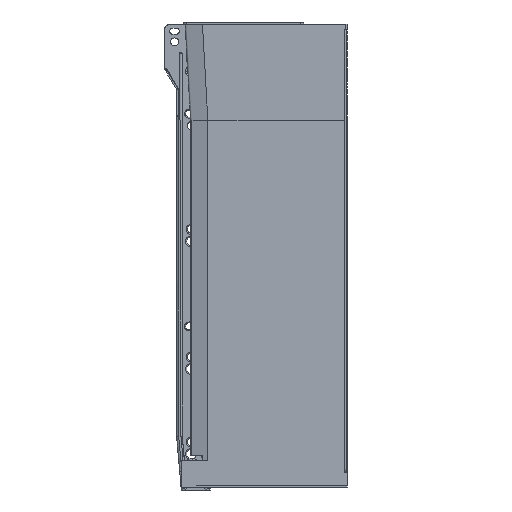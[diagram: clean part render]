
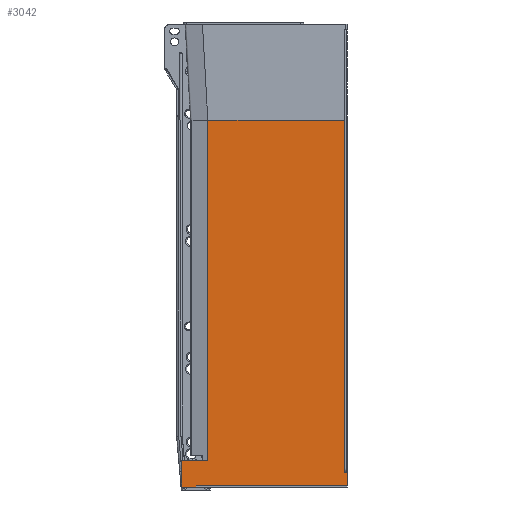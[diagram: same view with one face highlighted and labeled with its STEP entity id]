
A CAD part, left-side view. The second image highlights one B-rep face of the part: STEP entity #3042.
In plain terms, the highlighted planar face has unit normal (-1, 0, 0).
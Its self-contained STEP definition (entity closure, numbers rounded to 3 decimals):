
#48 = EDGE_CURVE ( 'NONE', #654, #9738, #8083, .T. ) ;
#201 = VERTEX_POINT ( 'NONE', #7516 ) ;
#355 = DIRECTION ( 'NONE',  ( 0., 0., -1. ) ) ;
#456 = LINE ( 'NONE', #5983, #6443 ) ;
#534 = VECTOR ( 'NONE', #806, 1000. ) ;
#545 = CARTESIAN_POINT ( 'NONE',  ( -14.887, 102.9, -348. ) ) ;
#654 = VERTEX_POINT ( 'NONE', #5070 ) ;
#806 = DIRECTION ( 'NONE',  ( 0., 1., 0. ) ) ;
#829 = ORIENTED_EDGE ( 'NONE', *, *, #6036, .T. ) ;
#1155 = DIRECTION ( 'NONE',  ( 0., -1., 0. ) ) ;
#1175 = ORIENTED_EDGE ( 'NONE', *, *, #6239, .F. ) ;
#1361 = DIRECTION ( 'NONE',  ( 0., 1., 0. ) ) ;
#1371 = DIRECTION ( 'NONE',  ( -1., 0., 0. ) ) ;
#1432 = DIRECTION ( 'NONE',  ( 0., 0., 1. ) ) ;
#1569 = PLANE ( 'NONE',  #7715 ) ;
#1892 = VERTEX_POINT ( 'NONE', #6376 ) ;
#1919 = EDGE_CURVE ( 'NONE', #6628, #7804, #9535, .T. ) ;
#1971 = LINE ( 'NONE', #2900, #4477 ) ;
#2023 = DIRECTION ( 'NONE',  ( 0., -1., 0. ) ) ;
#2102 = ORIENTED_EDGE ( 'NONE', *, *, #8806, .T. ) ;
#2248 = DIRECTION ( 'NONE',  ( 0., 0., -1. ) ) ;
#2585 = VECTOR ( 'NONE', #7099, 1000. ) ;
#2589 = VERTEX_POINT ( 'NONE', #8388 ) ;
#2695 = CARTESIAN_POINT ( 'NONE',  ( -14.887, 111.5, -348. ) ) ;
#2810 = CARTESIAN_POINT ( 'NONE',  ( -14.887, -0.837, -348. ) ) ;
#2900 = CARTESIAN_POINT ( 'NONE',  ( -14.887, -2.091, -346.9 ) ) ;
#3042 = ADVANCED_FACE ( 'NONE', ( #3836 ), #1569, .T. ) ;
#3089 = CARTESIAN_POINT ( 'NONE',  ( -14.887, 111.5, -348. ) ) ;
#3166 = VECTOR ( 'NONE', #1155, 1000. ) ;
#3322 = LINE ( 'NONE', #5054, #3166 ) ;
#3588 = LINE ( 'NONE', #8996, #7622 ) ;
#3735 = CARTESIAN_POINT ( 'NONE',  ( -14.887, -0.837, -348. ) ) ;
#3836 = FACE_OUTER_BOUND ( 'NONE', #9802, .T. ) ;
#3841 = ORIENTED_EDGE ( 'NONE', *, *, #6434, .F. ) ;
#3917 = VERTEX_POINT ( 'NONE', #8244 ) ;
#4041 = EDGE_CURVE ( 'NONE', #3917, #9738, #5130, .T. ) ;
#4170 = ORIENTED_EDGE ( 'NONE', *, *, #4888, .T. ) ;
#4477 = VECTOR ( 'NONE', #1361, 1000. ) ;
#4549 = DIRECTION ( 'NONE',  ( 0., 0., -1. ) ) ;
#4738 = VECTOR ( 'NONE', #9751, 1000. ) ;
#4768 = CARTESIAN_POINT ( 'NONE',  ( -14.887, 102.9, -72. ) ) ;
#4888 = EDGE_CURVE ( 'NONE', #201, #5638, #6138, .T. ) ;
#5054 = CARTESIAN_POINT ( 'NONE',  ( -14.887, 102.9, -328. ) ) ;
#5070 = CARTESIAN_POINT ( 'NONE',  ( -14.887, -0.837, -72. ) ) ;
#5130 = LINE ( 'NONE', #6818, #6715 ) ;
#5147 = CARTESIAN_POINT ( 'NONE',  ( -14.887, -0.837, -337. ) ) ;
#5352 = CARTESIAN_POINT ( 'NONE',  ( -14.887, 111.5, -346.9 ) ) ;
#5447 = VECTOR ( 'NONE', #9190, 1000. ) ;
#5638 = VERTEX_POINT ( 'NONE', #5147 ) ;
#5831 = ORIENTED_EDGE ( 'NONE', *, *, #4041, .F. ) ;
#5975 = EDGE_CURVE ( 'NONE', #201, #9356, #456, .T. ) ;
#5983 = CARTESIAN_POINT ( 'NONE',  ( -14.887, -2.091, -348. ) ) ;
#6036 = EDGE_CURVE ( 'NONE', #5638, #654, #9805, .T. ) ;
#6138 = LINE ( 'NONE', #6958, #534 ) ;
#6239 = EDGE_CURVE ( 'NONE', #2589, #3917, #3322, .T. ) ;
#6376 = CARTESIAN_POINT ( 'NONE',  ( -14.887, 122.645, -348. ) ) ;
#6434 = EDGE_CURVE ( 'NONE', #9356, #6628, #1971, .T. ) ;
#6443 = VECTOR ( 'NONE', #2248, 1000. ) ;
#6494 = EDGE_CURVE ( 'NONE', #1892, #7804, #8270, .T. ) ;
#6628 = VERTEX_POINT ( 'NONE', #5352 ) ;
#6715 = VECTOR ( 'NONE', #1432, 1000. ) ;
#6818 = CARTESIAN_POINT ( 'NONE',  ( -14.887, 102.9, -348. ) ) ;
#6958 = CARTESIAN_POINT ( 'NONE',  ( -14.887, -378., -337. ) ) ;
#6967 = ORIENTED_EDGE ( 'NONE', *, *, #1919, .F. ) ;
#7099 = DIRECTION ( 'NONE',  ( 0., 0., -1. ) ) ;
#7295 = ORIENTED_EDGE ( 'NONE', *, *, #48, .T. ) ;
#7516 = CARTESIAN_POINT ( 'NONE',  ( -14.887, -2.091, -337. ) ) ;
#7616 = CARTESIAN_POINT ( 'NONE',  ( -14.887, -2.091, -346.9 ) ) ;
#7622 = VECTOR ( 'NONE', #355, 1000. ) ;
#7715 = AXIS2_PLACEMENT_3D ( 'NONE', #3735, #1371, #4549 ) ;
#7804 = VERTEX_POINT ( 'NONE', #2695 ) ;
#8074 = VECTOR ( 'NONE', #2023, 1000. ) ;
#8083 = LINE ( 'NONE', #9705, #4738 ) ;
#8244 = CARTESIAN_POINT ( 'NONE',  ( -14.887, 102.9, -328. ) ) ;
#8270 = LINE ( 'NONE', #545, #8074 ) ;
#8383 = ORIENTED_EDGE ( 'NONE', *, *, #6494, .T. ) ;
#8388 = CARTESIAN_POINT ( 'NONE',  ( -14.887, 122.645, -328. ) ) ;
#8600 = ORIENTED_EDGE ( 'NONE', *, *, #5975, .F. ) ;
#8806 = EDGE_CURVE ( 'NONE', #2589, #1892, #3588, .T. ) ;
#8996 = CARTESIAN_POINT ( 'NONE',  ( -14.887, 122.645, -328. ) ) ;
#9190 = DIRECTION ( 'NONE',  ( 0., 0., 1. ) ) ;
#9356 = VERTEX_POINT ( 'NONE', #7616 ) ;
#9535 = LINE ( 'NONE', #3089, #2585 ) ;
#9705 = CARTESIAN_POINT ( 'NONE',  ( -14.887, -0.837, -72. ) ) ;
#9738 = VERTEX_POINT ( 'NONE', #4768 ) ;
#9751 = DIRECTION ( 'NONE',  ( 0., 1., 0. ) ) ;
#9802 = EDGE_LOOP ( 'NONE', ( #3841, #8600, #4170, #829, #7295, #5831, #1175, #2102, #8383, #6967 ) ) ;
#9805 = LINE ( 'NONE', #2810, #5447 ) ;
